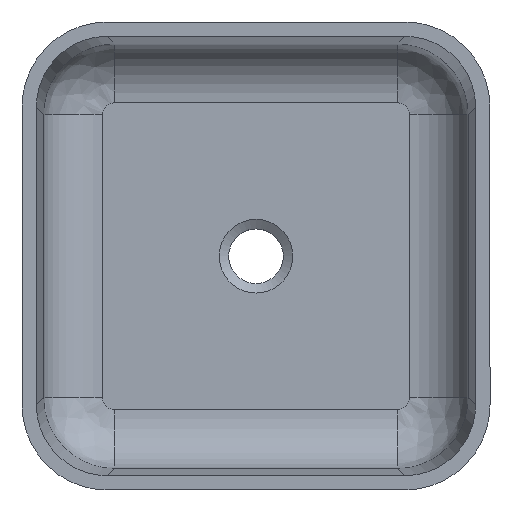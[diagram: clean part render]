
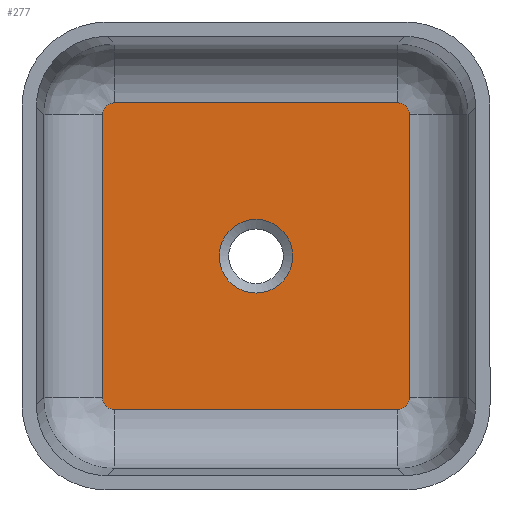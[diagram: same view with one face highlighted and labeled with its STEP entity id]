
A CAD part, top view. The second image highlights one B-rep face of the part: STEP entity #277.
In plain terms, the highlighted planar face has unit normal (0, 0, 1).
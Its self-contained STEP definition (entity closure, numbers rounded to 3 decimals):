
#116=ELLIPSE('',#732,10.074,10.);
#117=ELLIPSE('',#734,10.074,10.);
#118=ELLIPSE('',#743,10.074,10.);
#119=ELLIPSE('',#744,10.074,10.);
#132=PLANE('',#745);
#158=FACE_OUTER_BOUND('',#347,.T.);
#192=LINE('',#1100,#232);
#196=LINE('',#1181,#236);
#197=LINE('',#1183,#237);
#199=LINE('',#1193,#239);
#232=VECTOR('',#850,1.);
#236=VECTOR('',#874,1.);
#237=VECTOR('',#877,1.);
#239=VECTOR('',#887,1.);
#277=ADVANCED_FACE('',(#321,#158),#132,.T.);
#321=FACE_BOUND('',#346,.T.);
#346=EDGE_LOOP('',(#437));
#347=EDGE_LOOP('',(#438,#439,#440,#441,#442,#443,#444,#445));
#437=ORIENTED_EDGE('',*,*,#635,.T.);
#438=ORIENTED_EDGE('',*,*,#642,.F.);
#439=ORIENTED_EDGE('',*,*,#639,.F.);
#440=ORIENTED_EDGE('',*,*,#629,.F.);
#441=ORIENTED_EDGE('',*,*,#627,.F.);
#442=ORIENTED_EDGE('',*,*,#631,.F.);
#443=ORIENTED_EDGE('',*,*,#638,.F.);
#444=ORIENTED_EDGE('',*,*,#643,.F.);
#445=ORIENTED_EDGE('',*,*,#644,.F.);
#565=VERTEX_POINT('',#1097);
#566=VERTEX_POINT('',#1099);
#567=VERTEX_POINT('',#1103);
#568=VERTEX_POINT('',#1136);
#571=VERTEX_POINT('',#1175);
#573=VERTEX_POINT('',#1180);
#574=VERTEX_POINT('',#1184);
#576=VERTEX_POINT('',#1190);
#577=VERTEX_POINT('',#1192);
#627=EDGE_CURVE('',#566,#565,#192,.T.);
#629=EDGE_CURVE('',#565,#567,#116,.T.);
#631=EDGE_CURVE('',#568,#566,#117,.T.);
#635=EDGE_CURVE('',#571,#571,#692,.T.);
#638=EDGE_CURVE('',#573,#568,#196,.T.);
#639=EDGE_CURVE('',#567,#574,#197,.T.);
#642=EDGE_CURVE('',#574,#576,#118,.T.);
#643=EDGE_CURVE('',#577,#573,#119,.T.);
#644=EDGE_CURVE('',#576,#577,#199,.T.);
#692=CIRCLE('',#737,31.);
#732=AXIS2_PLACEMENT_3D('',#1104,#855,#856);
#734=AXIS2_PLACEMENT_3D('',#1137,#859,#860);
#737=AXIS2_PLACEMENT_3D('',#1174,#867,#868);
#743=AXIS2_PLACEMENT_3D('',#1189,#883,#884);
#744=AXIS2_PLACEMENT_3D('',#1191,#885,#886);
#745=AXIS2_PLACEMENT_3D('',#1194,#888,#889);
#850=DIRECTION('',(-1.,0.,0.));
#855=DIRECTION('',(0.,0.,-1.));
#856=DIRECTION('',(-0.707,-0.707,0.));
#859=DIRECTION('',(0.,0.,-1.));
#860=DIRECTION('',(0.707,-0.707,0.));
#867=DIRECTION('',(0.,0.,-1.));
#868=DIRECTION('',(1.,0.,0.));
#874=DIRECTION('',(0.,-1.,0.));
#877=DIRECTION('',(0.,1.,0.));
#883=DIRECTION('',(0.,0.,-1.));
#884=DIRECTION('',(-0.707,0.707,0.));
#885=DIRECTION('',(0.,0.,-1.));
#886=DIRECTION('',(0.707,0.707,0.));
#887=DIRECTION('',(1.,0.,0.));
#888=DIRECTION('',(0.,0.,1.));
#889=DIRECTION('',(1.,0.,0.));
#1097=CARTESIAN_POINT('',(-253.171,15.866,-116.));
#1099=CARTESIAN_POINT('',(-14.829,15.866,-116.));
#1100=CARTESIAN_POINT('',(-319.,15.866,-116.));
#1103=CARTESIAN_POINT('',(-263.134,25.829,-116.));
#1104=CARTESIAN_POINT('',(-253.097,25.903,-116.));
#1136=CARTESIAN_POINT('',(-4.866,25.829,-116.));
#1137=CARTESIAN_POINT('',(-14.903,25.903,-116.));
#1174=CARTESIAN_POINT('',(-134.,145.,-116.));
#1175=CARTESIAN_POINT('',(-103.,145.,-116.));
#1180=CARTESIAN_POINT('',(-4.866,264.171,-116.));
#1181=CARTESIAN_POINT('',(-4.866,-40.,-116.));
#1183=CARTESIAN_POINT('',(-263.134,-40.,-116.));
#1184=CARTESIAN_POINT('',(-263.134,264.171,-116.));
#1189=CARTESIAN_POINT('',(-253.097,264.097,-116.));
#1190=CARTESIAN_POINT('',(-253.171,274.134,-116.));
#1191=CARTESIAN_POINT('',(-14.903,264.097,-116.));
#1192=CARTESIAN_POINT('',(-14.829,274.134,-116.));
#1193=CARTESIAN_POINT('',(-319.,274.134,-116.));
#1194=CARTESIAN_POINT('',(-319.,-40.,-116.));
